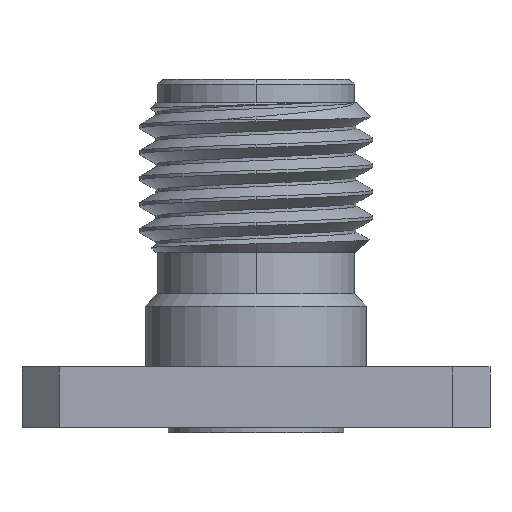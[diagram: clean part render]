
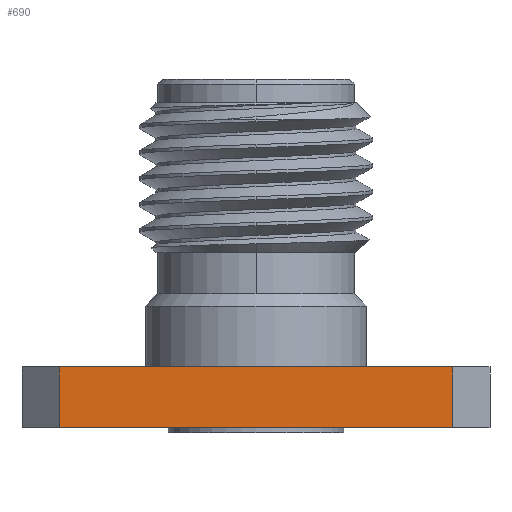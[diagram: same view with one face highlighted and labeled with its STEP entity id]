
A CAD part, front view. The second image highlights one B-rep face of the part: STEP entity #690.
In plain terms, the highlighted planar face has unit normal (0, -1, 0).
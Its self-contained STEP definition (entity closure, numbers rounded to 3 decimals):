
#88 = CARTESIAN_POINT ( 'NONE',  ( 5.334, -6.35, -1.65 ) ) ;
#384 = DIRECTION ( 'NONE',  ( 0., 0., -1. ) ) ;
#471 = FACE_OUTER_BOUND ( 'NONE', #4598, .T. ) ;
#592 = VECTOR ( 'NONE', #4177, 1000. ) ;
#618 = CARTESIAN_POINT ( 'NONE',  ( -6.35, -6.35, -1.65 ) ) ;
#690 = ADVANCED_FACE ( 'NONE', ( #471 ), #4136, .T. ) ;
#730 = LINE ( 'NONE', #1762, #2472 ) ;
#751 = EDGE_CURVE ( 'NONE', #3441, #1705, #1579, .T. ) ;
#818 = DIRECTION ( 'NONE',  ( 1., 0., 0. ) ) ;
#936 = EDGE_CURVE ( 'NONE', #1705, #1378, #2141, .T. ) ;
#1009 = ORIENTED_EDGE ( 'NONE', *, *, #936, .T. ) ;
#1337 = EDGE_CURVE ( 'NONE', #3441, #4572, #1713, .T. ) ;
#1378 = VERTEX_POINT ( 'NONE', #88 ) ;
#1579 = LINE ( 'NONE', #4577, #4090 ) ;
#1705 = VERTEX_POINT ( 'NONE', #2215 ) ;
#1713 = LINE ( 'NONE', #2036, #4551 ) ;
#1756 = EDGE_CURVE ( 'NONE', #1378, #4572, #730, .T. ) ;
#1762 = CARTESIAN_POINT ( 'NONE',  ( 5.334, -6.35, -1.65 ) ) ;
#2036 = CARTESIAN_POINT ( 'NONE',  ( -6.35, -6.35, 0. ) ) ;
#2040 = ORIENTED_EDGE ( 'NONE', *, *, #1756, .T. ) ;
#2141 = LINE ( 'NONE', #618, #592 ) ;
#2215 = CARTESIAN_POINT ( 'NONE',  ( -5.334, -6.35, -1.65 ) ) ;
#2472 = VECTOR ( 'NONE', #3318, 1000. ) ;
#2842 = CARTESIAN_POINT ( 'NONE',  ( -5.334, -6.35, 0. ) ) ;
#2930 = DIRECTION ( 'NONE',  ( 0., 0., -1. ) ) ;
#2949 = ORIENTED_EDGE ( 'NONE', *, *, #751, .T. ) ;
#3318 = DIRECTION ( 'NONE',  ( 0., 0., 1. ) ) ;
#3441 = VERTEX_POINT ( 'NONE', #2842 ) ;
#3869 = AXIS2_PLACEMENT_3D ( 'NONE', #4513, #4078, #2930 ) ;
#4078 = DIRECTION ( 'NONE',  ( 0., -1., 0. ) ) ;
#4090 = VECTOR ( 'NONE', #384, 1000. ) ;
#4136 = PLANE ( 'NONE',  #3869 ) ;
#4177 = DIRECTION ( 'NONE',  ( 1., 0., 0. ) ) ;
#4450 = CARTESIAN_POINT ( 'NONE',  ( 5.334, -6.35, 0. ) ) ;
#4513 = CARTESIAN_POINT ( 'NONE',  ( -6.35, -6.35, -1.65 ) ) ;
#4551 = VECTOR ( 'NONE', #818, 1000. ) ;
#4572 = VERTEX_POINT ( 'NONE', #4450 ) ;
#4577 = CARTESIAN_POINT ( 'NONE',  ( -5.334, -6.35, -1.65 ) ) ;
#4598 = EDGE_LOOP ( 'NONE', ( #4858, #2949, #1009, #2040 ) ) ;
#4858 = ORIENTED_EDGE ( 'NONE', *, *, #1337, .F. ) ;
